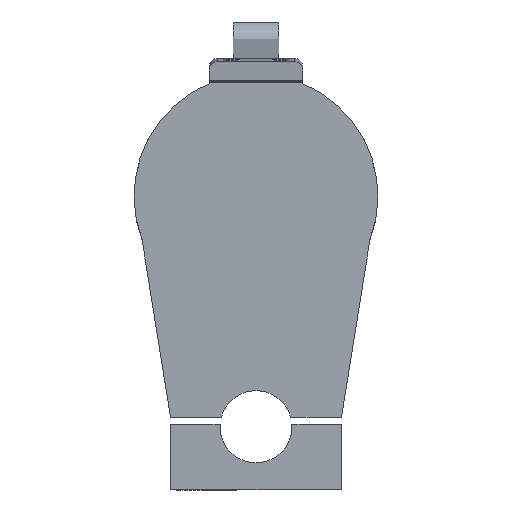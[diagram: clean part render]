
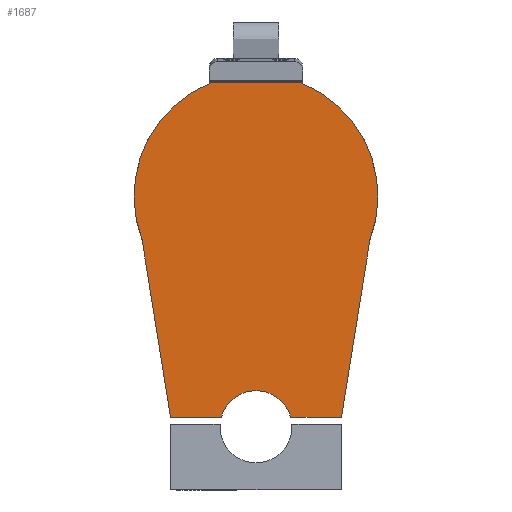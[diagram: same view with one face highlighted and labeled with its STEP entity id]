
A CAD part, front view. The second image highlights one B-rep face of the part: STEP entity #1687.
In plain terms, the highlighted planar face has unit normal (0, -1, 0).
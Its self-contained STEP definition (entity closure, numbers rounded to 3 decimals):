
#144=FACE_OUTER_BOUND('',#263,.T.);
#263=EDGE_LOOP('',(#1246,#1247,#1248,#1249,#1250,#1251,#1252,#1253,#1254,
#1255));
#376=CIRCLE('',#1834,22.2);
#377=CIRCLE('',#1835,6.56);
#378=CIRCLE('',#1836,22.2);
#465=LINE('',#2629,#612);
#468=LINE('',#2635,#615);
#472=LINE('',#2643,#619);
#473=LINE('',#2647,#620);
#474=LINE('',#2649,#621);
#475=LINE('',#2653,#622);
#476=LINE('',#2655,#623);
#612=VECTOR('',#2112,10.);
#615=VECTOR('',#2117,10.);
#619=VECTOR('',#2123,10.);
#620=VECTOR('',#2126,10.);
#621=VECTOR('',#2127,10.);
#622=VECTOR('',#2130,10.);
#623=VECTOR('',#2131,10.);
#767=VERTEX_POINT('',#2626);
#768=VERTEX_POINT('',#2628);
#770=VERTEX_POINT('',#2634);
#773=VERTEX_POINT('',#2642);
#774=VERTEX_POINT('',#2644);
#775=VERTEX_POINT('',#2646);
#776=VERTEX_POINT('',#2648);
#777=VERTEX_POINT('',#2650);
#778=VERTEX_POINT('',#2652);
#779=VERTEX_POINT('',#2654);
#945=EDGE_CURVE('',#767,#768,#465,.T.);
#948=EDGE_CURVE('',#770,#768,#468,.T.);
#952=EDGE_CURVE('',#767,#773,#472,.T.);
#953=EDGE_CURVE('',#773,#774,#376,.T.);
#954=EDGE_CURVE('',#774,#775,#473,.T.);
#955=EDGE_CURVE('',#775,#776,#474,.T.);
#956=EDGE_CURVE('',#776,#777,#377,.T.);
#957=EDGE_CURVE('',#777,#778,#475,.T.);
#958=EDGE_CURVE('',#778,#779,#476,.T.);
#959=EDGE_CURVE('',#779,#770,#378,.T.);
#1246=ORIENTED_EDGE('',*,*,#945,.F.);
#1247=ORIENTED_EDGE('',*,*,#952,.T.);
#1248=ORIENTED_EDGE('',*,*,#953,.T.);
#1249=ORIENTED_EDGE('',*,*,#954,.T.);
#1250=ORIENTED_EDGE('',*,*,#955,.T.);
#1251=ORIENTED_EDGE('',*,*,#956,.T.);
#1252=ORIENTED_EDGE('',*,*,#957,.T.);
#1253=ORIENTED_EDGE('',*,*,#958,.T.);
#1254=ORIENTED_EDGE('',*,*,#959,.T.);
#1255=ORIENTED_EDGE('',*,*,#948,.T.);
#1622=PLANE('',#1833);
#1687=ADVANCED_FACE('',(#144),#1622,.T.);
#1833=AXIS2_PLACEMENT_3D('',#2641,#2121,#2122);
#1834=AXIS2_PLACEMENT_3D('',#2645,#2124,#2125);
#1835=AXIS2_PLACEMENT_3D('',#2651,#2128,#2129);
#1836=AXIS2_PLACEMENT_3D('',#2656,#2132,#2133);
#2112=DIRECTION('',(1.,0.,0.));
#2117=DIRECTION('',(0.,0.,1.));
#2121=DIRECTION('center_axis',(0.,-1.,0.));
#2122=DIRECTION('ref_axis',(1.,0.,0.));
#2123=DIRECTION('',(0.,0.,-1.));
#2124=DIRECTION('center_axis',(0.,-1.,0.));
#2125=DIRECTION('ref_axis',(1.,0.,0.));
#2126=DIRECTION('',(0.159,0.,-0.987));
#2127=DIRECTION('',(1.,0.,0.));
#2128=DIRECTION('center_axis',(0.,1.,0.));
#2129=DIRECTION('ref_axis',(1.,0.,0.));
#2130=DIRECTION('',(1.,0.,0.));
#2131=DIRECTION('',(0.159,0.,0.987));
#2132=DIRECTION('center_axis',(0.,-1.,0.));
#2133=DIRECTION('ref_axis',(1.,0.,0.));
#2626=CARTESIAN_POINT('',(-0.83,-4.,64.781));
#2628=CARTESIAN_POINT('',(16.186,-4.,64.781));
#2629=CARTESIAN_POINT('',(7.678,-4.,64.781));
#2634=CARTESIAN_POINT('',(16.186,-4.,64.549));
#2635=CARTESIAN_POINT('',(16.186,-4.,68.644));
#2641=CARTESIAN_POINT('Origin',(7.678,-4.,44.044));
#2642=CARTESIAN_POINT('',(-0.83,-4.,64.549));
#2643=CARTESIAN_POINT('',(-0.83,-4.,68.644));
#2644=CARTESIAN_POINT('',(-13.053,-4.,36.104));
#2645=CARTESIAN_POINT('Origin',(7.678,-4.,44.044));
#2646=CARTESIAN_POINT('',(-7.863,-4.,3.796));
#2647=CARTESIAN_POINT('',(-13.053,-4.,36.104));
#2648=CARTESIAN_POINT('',(1.342,-4.,3.796));
#2649=CARTESIAN_POINT('',(1.342,-4.,3.796));
#2650=CARTESIAN_POINT('',(14.015,-4.,3.796));
#2651=CARTESIAN_POINT('Origin',(7.678,-4.,2.099));
#2652=CARTESIAN_POINT('',(23.219,-4.,3.796));
#2653=CARTESIAN_POINT('',(23.219,-4.,3.796));
#2654=CARTESIAN_POINT('',(28.41,-4.,36.104));
#2655=CARTESIAN_POINT('',(28.41,-4.,36.104));
#2656=CARTESIAN_POINT('Origin',(7.678,-4.,44.044));
